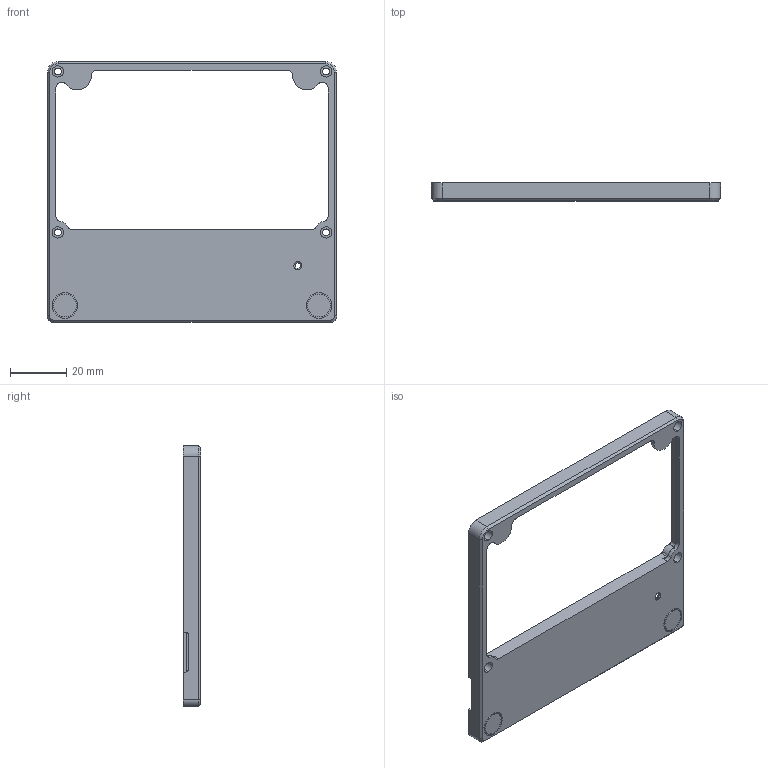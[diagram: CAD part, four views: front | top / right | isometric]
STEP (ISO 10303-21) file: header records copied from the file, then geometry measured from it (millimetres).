
FILE_DESCRIPTION (( 'STEP AP203' ), '1' );
FILE_NAME ('25c-p004b pcb baseplate v3.step', '2025-10-24T03:03:51', ( '' ), ( '' ), '', '', '' );
FILE_SCHEMA (( 'CONFIG_CONTROL_DESIGN' ));
Length unit declared in the file: millimetre
Products named in the file (1): 25c-p004b pcb baseplate v3
Bounding box: 102.4 x 6.3 x 92.4 mm (x, y, z)
Volume: 10330.5 mm3; surface area: 13841 mm2
Topology: 1 solids, 1 shells, 256 faces, 652 edges, 384 vertices
Faces by surface type: cylinder 128, plane 74, sphere 28, torus 14, cone 6, bspline 6
Entity records: 7811 total; most frequent: CARTESIAN_POINT 1475, DIRECTION 1430, ORIENTED_EDGE 1256, EDGE_CURVE 628, AXIS2_PLACEMENT_3D 561, VERTEX_POINT 382, CIRCLE 310, VECTOR 308
